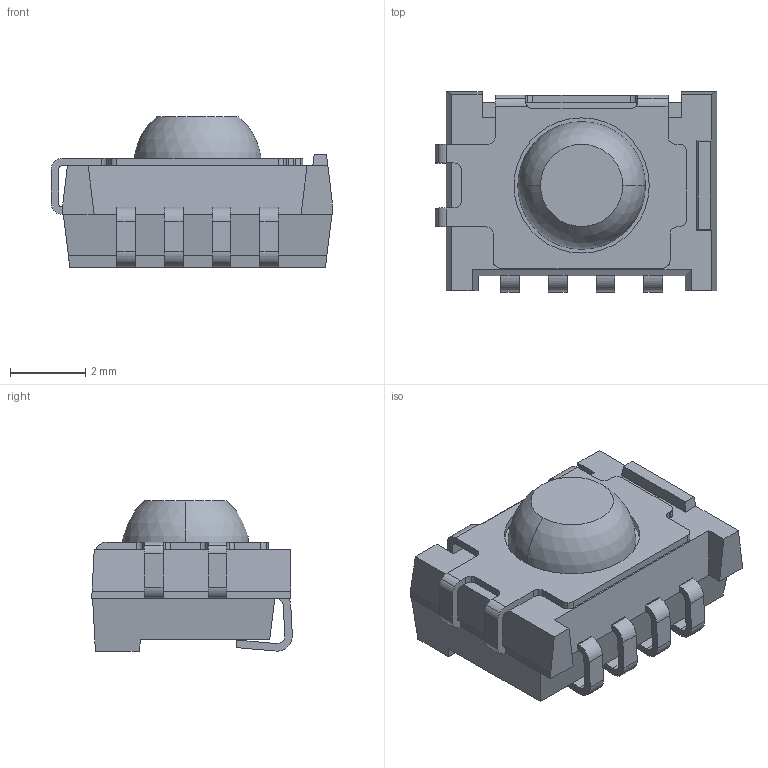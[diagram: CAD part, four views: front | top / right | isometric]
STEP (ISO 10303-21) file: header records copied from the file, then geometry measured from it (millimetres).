
FILE_DESCRIPTION((''),'2;1');
FILE_NAME('TSOP35_.stp','2009-02-19T09:24:40',(''),(''),'Mechanical Desktop 2006','Mechanical Desktop 2006',', , ');
FILE_SCHEMA(('CONFIG_CONTROL_DESIGN'));
Length unit declared in the file: millimetre
Products named in the file (4): TSOP35_; TEIL1; STREIFEN; BEINCHEN
Assembly tree (6 placements, depth 2):
  TSOP35_
    TEIL1
    STREIFEN
    BEINCHEN  x4
Bounding box: 7.5 x 5.34 x 4 mm (x, y, z)
Volume: 91.1 mm3; surface area: 217.2 mm2
Topology: 6 solids, 6 shells, 202 faces, 567 edges, 378 vertices
Faces by surface type: plane 112, cylinder 88, sphere 2
Entity records: 5302 total; most frequent: CARTESIAN_POINT 1012, ORIENTED_EDGE 882, DIRECTION 877, EDGE_CURVE 441, AXIS2_PLACEMENT_3D 297, VERTEX_POINT 294, VECTOR 283, LINE 283
